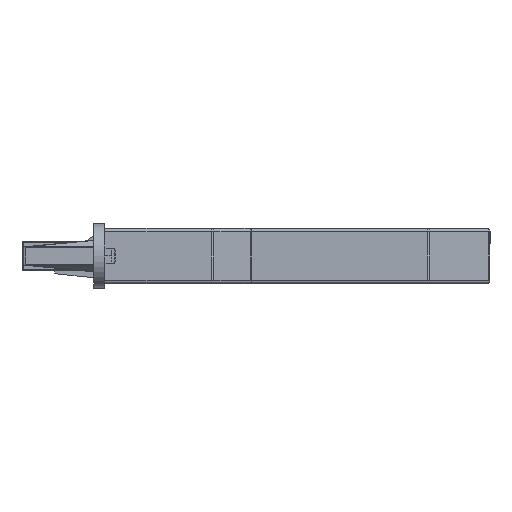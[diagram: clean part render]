
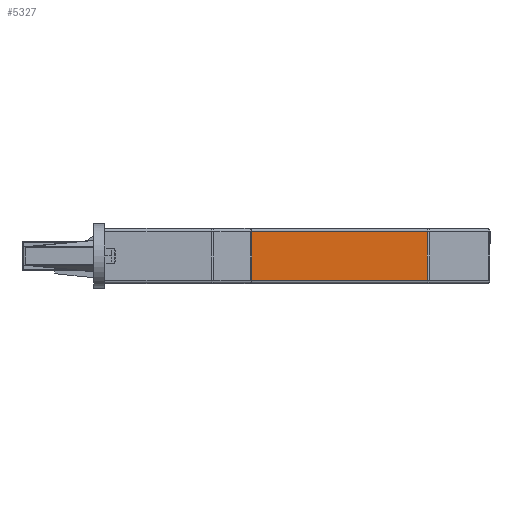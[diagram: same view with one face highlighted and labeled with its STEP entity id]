
A CAD part, front view. The second image highlights one B-rep face of the part: STEP entity #5327.
In plain terms, the highlighted face is planar.
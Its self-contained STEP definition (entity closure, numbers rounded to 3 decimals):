
#67 = DIRECTION ( 'NONE',  ( 0., 0., 1. ) ) ;
#420 = VERTEX_POINT ( 'NONE', #22140 ) ;
#991 = EDGE_CURVE ( 'NONE', #5535, #14002, #11682, .T. ) ;
#1658 = VECTOR ( 'NONE', #12830, 1000. ) ;
#2162 = VERTEX_POINT ( 'NONE', #14164 ) ;
#3232 = VECTOR ( 'NONE', #13862, 1000. ) ;
#3288 = ORIENTED_EDGE ( 'NONE', *, *, #991, .T. ) ;
#3352 = VERTEX_POINT ( 'NONE', #19733 ) ;
#3498 = DIRECTION ( 'NONE',  ( 0., 0., -1. ) ) ;
#3541 = DIRECTION ( 'NONE',  ( -1., 0., 0. ) ) ;
#3916 = EDGE_LOOP ( 'NONE', ( #3288, #10030 ) ) ;
#4235 = DIRECTION ( 'NONE',  ( 0., 0., -1. ) ) ;
#5065 = LINE ( 'NONE', #12107, #12998 ) ;
#5098 = DIRECTION ( 'NONE',  ( 0., -1., 0. ) ) ;
#5327 = ADVANCED_FACE ( 'NONE', ( #15424, #20553 ), #19085, .T. ) ;
#5535 = VERTEX_POINT ( 'NONE', #10972 ) ;
#5689 = CARTESIAN_POINT ( 'NONE',  ( 14., 145.3, -0.75 ) ) ;
#5901 = CARTESIAN_POINT ( 'NONE',  ( 14., 145.3, 12.75 ) ) ;
#6462 = ORIENTED_EDGE ( 'NONE', *, *, #10199, .T. ) ;
#6842 = LINE ( 'NONE', #20626, #10117 ) ;
#7269 = LINE ( 'NONE', #5901, #1658 ) ;
#8341 = EDGE_CURVE ( 'NONE', #420, #11282, #6842, .T. ) ;
#8625 = CARTESIAN_POINT ( 'NONE',  ( 103.586, 145.3, -1.75 ) ) ;
#8857 = ORIENTED_EDGE ( 'NONE', *, *, #8341, .T. ) ;
#10030 = ORIENTED_EDGE ( 'NONE', *, *, #11064, .T. ) ;
#10067 = DIRECTION ( 'NONE',  ( 0., 0., 1. ) ) ;
#10117 = VECTOR ( 'NONE', #3541, 1000. ) ;
#10199 = EDGE_CURVE ( 'NONE', #2162, #3352, #7269, .T. ) ;
#10972 = CARTESIAN_POINT ( 'NONE',  ( 44.75, 145.3, 4.25 ) ) ;
#11064 = EDGE_CURVE ( 'NONE', #14002, #5535, #21162, .T. ) ;
#11282 = VERTEX_POINT ( 'NONE', #5689 ) ;
#11682 = CIRCLE ( 'NONE', #13482, 1.75 ) ;
#11997 = DIRECTION ( 'NONE',  ( 0., 1., 0. ) ) ;
#12107 = CARTESIAN_POINT ( 'NONE',  ( 14., 145.3, -1.75 ) ) ;
#12830 = DIRECTION ( 'NONE',  ( 1., 0., 0. ) ) ;
#12998 = VECTOR ( 'NONE', #67, 1000. ) ;
#13423 = EDGE_CURVE ( 'NONE', #3352, #420, #18900, .T. ) ;
#13444 = CARTESIAN_POINT ( 'NONE',  ( 44.75, 145.3, 6. ) ) ;
#13482 = AXIS2_PLACEMENT_3D ( 'NONE', #13962, #5098, #3498 ) ;
#13862 = DIRECTION ( 'NONE',  ( 0., 0., -1. ) ) ;
#13962 = CARTESIAN_POINT ( 'NONE',  ( 44.75, 145.3, 6. ) ) ;
#14002 = VERTEX_POINT ( 'NONE', #15661 ) ;
#14164 = CARTESIAN_POINT ( 'NONE',  ( 14., 145.3, 12.75 ) ) ;
#15012 = ORIENTED_EDGE ( 'NONE', *, *, #19768, .T. ) ;
#15424 = FACE_BOUND ( 'NONE', #3916, .T. ) ;
#15661 = CARTESIAN_POINT ( 'NONE',  ( 44.75, 145.3, 7.75 ) ) ;
#17173 = AXIS2_PLACEMENT_3D ( 'NONE', #13444, #19971, #4235 ) ;
#18900 = LINE ( 'NONE', #8625, #3232 ) ;
#19085 = PLANE ( 'NONE',  #21332 ) ;
#19259 = ORIENTED_EDGE ( 'NONE', *, *, #13423, .T. ) ;
#19733 = CARTESIAN_POINT ( 'NONE',  ( 103.586, 145.3, 12.75 ) ) ;
#19768 = EDGE_CURVE ( 'NONE', #11282, #2162, #5065, .T. ) ;
#19971 = DIRECTION ( 'NONE',  ( 0., -1., 0. ) ) ;
#20553 = FACE_OUTER_BOUND ( 'NONE', #20864, .T. ) ;
#20626 = CARTESIAN_POINT ( 'NONE',  ( 14., 145.3, -0.75 ) ) ;
#20864 = EDGE_LOOP ( 'NONE', ( #15012, #6462, #19259, #8857 ) ) ;
#20889 = CARTESIAN_POINT ( 'NONE',  ( 14., 145.3, -1.75 ) ) ;
#21162 = CIRCLE ( 'NONE', #17173, 1.75 ) ;
#21332 = AXIS2_PLACEMENT_3D ( 'NONE', #20889, #11997, #10067 ) ;
#22140 = CARTESIAN_POINT ( 'NONE',  ( 103.586, 145.3, -0.75 ) ) ;
